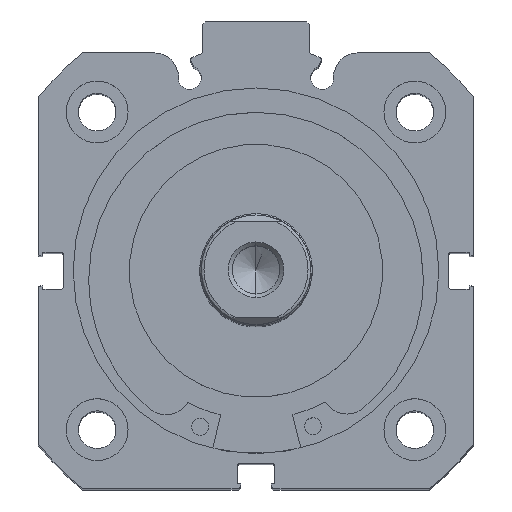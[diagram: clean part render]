
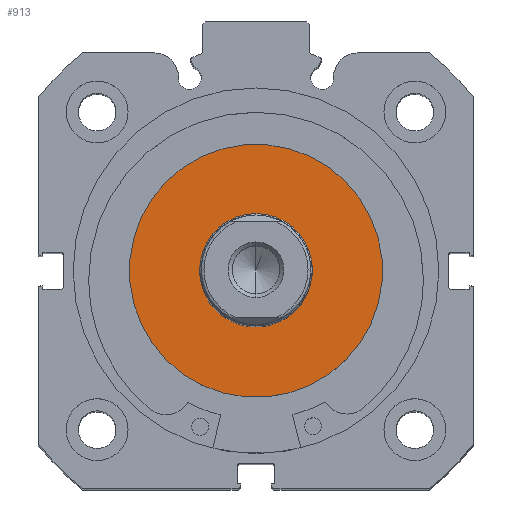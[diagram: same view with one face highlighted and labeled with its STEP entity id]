
A CAD part, top view. The second image highlights one B-rep face of the part: STEP entity #913.
In plain terms, the highlighted face is planar.
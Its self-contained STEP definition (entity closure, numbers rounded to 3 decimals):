
#91 = ORIENTED_EDGE ( 'NONE', *, *, #678, .T. ) ;
#166 = ORIENTED_EDGE ( 'NONE', *, *, #707, .F. ) ;
#250 = ORIENTED_EDGE ( 'NONE', *, *, #664, .F. ) ;
#284 = CIRCLE ( 'NONE', #2553, 22.5 ) ;
#288 = CIRCLE ( 'NONE', #2547, 10. ) ;
#332 = ORIENTED_EDGE ( 'NONE', *, *, #684, .T. ) ;
#341 = CIRCLE ( 'NONE', #2570, 10. ) ;
#459 = CIRCLE ( 'NONE', #2558, 22.5 ) ;
#634 = VERTEX_POINT ( 'NONE', #6390 ) ;
#664 = EDGE_CURVE ( 'NONE', #5956, #5961, #288, .T. ) ;
#678 = EDGE_CURVE ( 'NONE', #634, #5958, #284, .T. ) ;
#684 = EDGE_CURVE ( 'NONE', #5958, #634, #459, .T. ) ;
#707 = EDGE_CURVE ( 'NONE', #5961, #5956, #341, .T. ) ;
#913 = ADVANCED_FACE ( 'NONE', ( #1234, #1239 ), #7190, .F. ) ;
#1234 = FACE_BOUND ( 'NONE', #3882, .T. ) ;
#1239 = FACE_OUTER_BOUND ( 'NONE', #3648, .T. ) ;
#2547 = AXIS2_PLACEMENT_3D ( 'NONE', #6408, #6409, #6410 ) ;
#2553 = AXIS2_PLACEMENT_3D ( 'NONE', #6426, #6440, #6441 ) ;
#2558 = AXIS2_PLACEMENT_3D ( 'NONE', #6452, #6458, #6459 ) ;
#2570 = AXIS2_PLACEMENT_3D ( 'NONE', #6501, #6507, #6508 ) ;
#2771 = AXIS2_PLACEMENT_3D ( 'NONE', #7189, #7191, #7192 ) ;
#3648 = EDGE_LOOP ( 'NONE', ( #332, #91 ) ) ;
#3882 = EDGE_LOOP ( 'NONE', ( #250, #166 ) ) ;
#5528 = CARTESIAN_POINT ( 'NONE',  ( 0., 0., -10. ) ) ;
#5530 = CARTESIAN_POINT ( 'NONE',  ( 0., 0., 10. ) ) ;
#5531 = CARTESIAN_POINT ( 'NONE',  ( 0., 0., 22.5 ) ) ;
#5956 = VERTEX_POINT ( 'NONE', #5530 ) ;
#5958 = VERTEX_POINT ( 'NONE', #5531 ) ;
#5961 = VERTEX_POINT ( 'NONE', #5528 ) ;
#6390 = CARTESIAN_POINT ( 'NONE',  ( 0., 0., -22.5 ) ) ;
#6408 = CARTESIAN_POINT ( 'NONE',  ( 0., 0., 0. ) ) ;
#6409 = DIRECTION ( 'NONE',  ( -1., 0., 0. ) ) ;
#6410 = DIRECTION ( 'NONE',  ( 0., 0., 1. ) ) ;
#6426 = CARTESIAN_POINT ( 'NONE',  ( 0., 0., 0. ) ) ;
#6440 = DIRECTION ( 'NONE',  ( -1., 0., 0. ) ) ;
#6441 = DIRECTION ( 'NONE',  ( 0., 0., 1. ) ) ;
#6452 = CARTESIAN_POINT ( 'NONE',  ( 0., 0., 0. ) ) ;
#6458 = DIRECTION ( 'NONE',  ( -1., 0., 0. ) ) ;
#6459 = DIRECTION ( 'NONE',  ( 0., 0., 1. ) ) ;
#6501 = CARTESIAN_POINT ( 'NONE',  ( 0., 0., 0. ) ) ;
#6507 = DIRECTION ( 'NONE',  ( -1., 0., 0. ) ) ;
#6508 = DIRECTION ( 'NONE',  ( 0., 0., 1. ) ) ;
#7189 = CARTESIAN_POINT ( 'NONE',  ( 0., 22.5, 0. ) ) ;
#7190 = PLANE ( 'NONE',  #2771 ) ;
#7191 = DIRECTION ( 'NONE',  ( 1., 0., 0. ) ) ;
#7192 = DIRECTION ( 'NONE',  ( 0., 0., -1. ) ) ;
